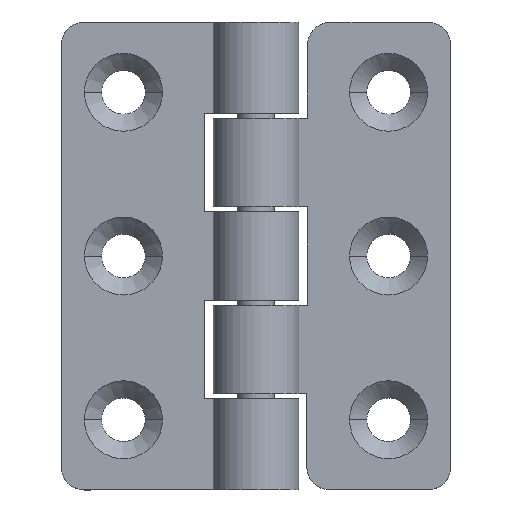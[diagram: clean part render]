
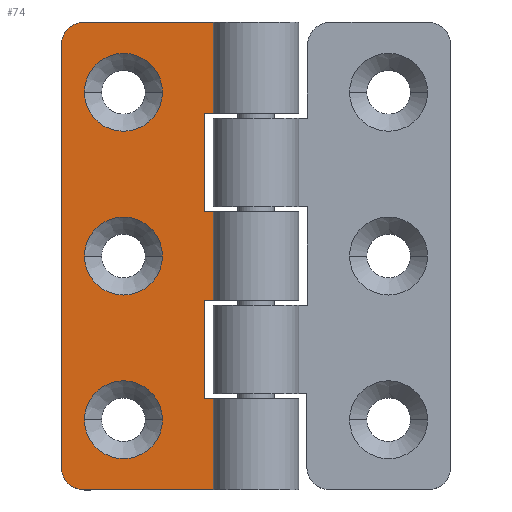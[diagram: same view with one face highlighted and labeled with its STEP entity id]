
A CAD part, top view. The second image highlights one B-rep face of the part: STEP entity #74.
In plain terms, the highlighted planar face has unit normal (0, 0, 1).
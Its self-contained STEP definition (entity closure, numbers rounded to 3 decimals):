
#26=FACE_BOUND('',#253,.T.);
#27=FACE_BOUND('',#254,.T.);
#28=FACE_BOUND('',#255,.T.);
#74=ADVANCED_FACE('',(#160,#26,#27,#28),#1387,.T.);
#160=FACE_OUTER_BOUND('',#252,.T.);
#252=EDGE_LOOP('',(#510,#511,#512,#513,#514,#515,#516,#517,#518,#519,#520,
#521,#522,#523));
#253=EDGE_LOOP('',(#524,#525));
#254=EDGE_LOOP('',(#526,#527));
#255=EDGE_LOOP('',(#528,#529));
#510=ORIENTED_EDGE('',*,*,#861,.T.);
#511=ORIENTED_EDGE('',*,*,#907,.T.);
#512=ORIENTED_EDGE('',*,*,#857,.T.);
#513=ORIENTED_EDGE('',*,*,#827,.T.);
#514=ORIENTED_EDGE('',*,*,#873,.T.);
#515=ORIENTED_EDGE('',*,*,#872,.T.);
#516=ORIENTED_EDGE('',*,*,#871,.T.);
#517=ORIENTED_EDGE('',*,*,#840,.T.);
#518=ORIENTED_EDGE('',*,*,#870,.T.);
#519=ORIENTED_EDGE('',*,*,#869,.T.);
#520=ORIENTED_EDGE('',*,*,#868,.T.);
#521=ORIENTED_EDGE('',*,*,#852,.T.);
#522=ORIENTED_EDGE('',*,*,#875,.T.);
#523=ORIENTED_EDGE('',*,*,#909,.T.);
#524=ORIENTED_EDGE('',*,*,#914,.F.);
#525=ORIENTED_EDGE('',*,*,#893,.F.);
#526=ORIENTED_EDGE('',*,*,#919,.F.);
#527=ORIENTED_EDGE('',*,*,#898,.F.);
#528=ORIENTED_EDGE('',*,*,#924,.F.);
#529=ORIENTED_EDGE('',*,*,#903,.F.);
#827=EDGE_CURVE('',#1289,#1293,#1039,.T.);
#840=EDGE_CURVE('',#1301,#1300,#1042,.T.);
#852=EDGE_CURVE('',#1309,#1305,#1045,.T.);
#857=EDGE_CURVE('',#1334,#1289,#991,.T.);
#861=EDGE_CURVE('',#1338,#1337,#995,.T.);
#868=EDGE_CURVE('',#1314,#1309,#1002,.T.);
#869=EDGE_CURVE('',#1315,#1314,#1003,.T.);
#870=EDGE_CURVE('',#1300,#1315,#1004,.T.);
#871=EDGE_CURVE('',#1316,#1301,#1005,.T.);
#872=EDGE_CURVE('',#1317,#1316,#1006,.T.);
#873=EDGE_CURVE('',#1293,#1317,#1007,.T.);
#875=EDGE_CURVE('',#1305,#1340,#1009,.T.);
#893=EDGE_CURVE('',#1326,#1343,#1118,.T.);
#898=EDGE_CURVE('',#1329,#1346,#1121,.T.);
#903=EDGE_CURVE('',#1332,#1349,#1124,.T.);
#907=EDGE_CURVE('',#1337,#1334,#1126,.T.);
#909=EDGE_CURVE('',#1340,#1338,#1128,.T.);
#914=EDGE_CURVE('',#1343,#1326,#1131,.T.);
#919=EDGE_CURVE('',#1346,#1329,#1134,.T.);
#924=EDGE_CURVE('',#1349,#1332,#1137,.T.);
#991=B_SPLINE_CURVE_WITH_KNOTS('',1,(#2703,#2704),.UNSPECIFIED.,.F.,.F.,
(2,2),(3.,20.101),.UNSPECIFIED.);
#995=B_SPLINE_CURVE_WITH_KNOTS('',1,(#2711,#2712),.UNSPECIFIED.,.F.,.F.,
(2,2),(163.,217.),.UNSPECIFIED.);
#1002=B_SPLINE_CURVE_WITH_KNOTS('',1,(#2725,#2726),.UNSPECIFIED.,.F.,.F.,
(2,2),(-54.48,-52.779),.UNSPECIFIED.);
#1003=B_SPLINE_CURVE_WITH_KNOTS('',1,(#2727,#2728),.UNSPECIFIED.,.F.,.F.,
(2,2),(-67.13,-54.48),.UNSPECIFIED.);
#1004=B_SPLINE_CURVE_WITH_KNOTS('',1,(#2729,#2730),.UNSPECIFIED.,.F.,.F.,
(2,2),(-68.831,-67.13),.UNSPECIFIED.);
#1005=B_SPLINE_CURVE_WITH_KNOTS('',1,(#2731,#2732),.UNSPECIFIED.,.F.,.F.,
(2,2),(-102.88,-101.179),.UNSPECIFIED.);
#1006=B_SPLINE_CURVE_WITH_KNOTS('',1,(#2733,#2734),.UNSPECIFIED.,.F.,.F.,
(2,2),(-115.53,-102.88),.UNSPECIFIED.);
#1007=B_SPLINE_CURVE_WITH_KNOTS('',1,(#2735,#2736),.UNSPECIFIED.,.F.,.F.,
(2,2),(-117.231,-115.53),.UNSPECIFIED.);
#1009=B_SPLINE_CURVE_WITH_KNOTS('',1,(#2739,#2740),.UNSPECIFIED.,.F.,.F.,
(2,2),(139.899,157.),.UNSPECIFIED.);
#1039=(
BOUNDED_CURVE()
B_SPLINE_CURVE(1,(#2634,#2635),.UNSPECIFIED.,.F.,.F.)
B_SPLINE_CURVE_WITH_KNOTS((2,2),(0.,11.67),.UNSPECIFIED.)
CURVE()
GEOMETRIC_REPRESENTATION_ITEM()
RATIONAL_B_SPLINE_CURVE((1.,1.))
REPRESENTATION_ITEM('')
);
#1042=(
BOUNDED_CURVE()
B_SPLINE_CURVE(1,(#2663,#2664),.UNSPECIFIED.,.F.,.F.)
B_SPLINE_CURVE_WITH_KNOTS((2,2),(24.32,35.67),.UNSPECIFIED.)
CURVE()
GEOMETRIC_REPRESENTATION_ITEM()
RATIONAL_B_SPLINE_CURVE((1.,1.))
REPRESENTATION_ITEM('')
);
#1045=(
BOUNDED_CURVE()
B_SPLINE_CURVE(1,(#2692,#2693),.UNSPECIFIED.,.F.,.F.)
B_SPLINE_CURVE_WITH_KNOTS((2,2),(48.32,60.),.UNSPECIFIED.)
CURVE()
GEOMETRIC_REPRESENTATION_ITEM()
RATIONAL_B_SPLINE_CURVE((1.,1.))
REPRESENTATION_ITEM('')
);
#1118=TRIMMED_CURVE($,#1200,(#2794),(#2795),.T.,.CARTESIAN.);
#1121=TRIMMED_CURVE($,#1203,(#2809),(#2810),.T.,.CARTESIAN.);
#1124=TRIMMED_CURVE($,#1206,(#2824),(#2825),.T.,.CARTESIAN.);
#1126=TRIMMED_CURVE($,#1208,(#2834),(#2835),.T.,.CARTESIAN.);
#1128=TRIMMED_CURVE($,#1210,(#2840),(#2841),.T.,.CARTESIAN.);
#1131=TRIMMED_CURVE($,#1213,(#2855),(#2856),.T.,.CARTESIAN.);
#1134=TRIMMED_CURVE($,#1216,(#2870),(#2871),.T.,.CARTESIAN.);
#1137=TRIMMED_CURVE($,#1219,(#2885),(#2886),.T.,.CARTESIAN.);
#1200=CIRCLE('',#1656,5.);
#1203=CIRCLE('',#1659,5.);
#1206=CIRCLE('',#1662,5.);
#1208=CIRCLE('',#1664,3.);
#1210=CIRCLE('',#1666,3.);
#1213=CIRCLE('',#1669,5.);
#1216=CIRCLE('',#1672,5.);
#1219=CIRCLE('',#1675,5.);
#1289=VERTEX_POINT('',#2556);
#1293=VERTEX_POINT('',#2560);
#1300=VERTEX_POINT('',#2567);
#1301=VERTEX_POINT('',#2568);
#1305=VERTEX_POINT('',#2572);
#1309=VERTEX_POINT('',#2576);
#1314=VERTEX_POINT('',#2581);
#1315=VERTEX_POINT('',#2582);
#1316=VERTEX_POINT('',#2583);
#1317=VERTEX_POINT('',#2584);
#1326=VERTEX_POINT('',#2593);
#1329=VERTEX_POINT('',#2596);
#1332=VERTEX_POINT('',#2599);
#1334=VERTEX_POINT('',#2601);
#1337=VERTEX_POINT('',#2604);
#1338=VERTEX_POINT('',#2605);
#1340=VERTEX_POINT('',#2607);
#1343=VERTEX_POINT('',#2610);
#1346=VERTEX_POINT('',#2613);
#1349=VERTEX_POINT('',#2616);
#1387=PLANE('',#1602);
#1602=AXIS2_PLACEMENT_3D('',#2399,#1800,$);
#1656=AXIS2_PLACEMENT_3D($,#2793,#1874,#1875);
#1659=AXIS2_PLACEMENT_3D($,#2808,#1880,#1881);
#1662=AXIS2_PLACEMENT_3D($,#2823,#1886,#1887);
#1664=AXIS2_PLACEMENT_3D($,#2833,#1890,#1891);
#1666=AXIS2_PLACEMENT_3D($,#2839,#1894,#1895);
#1669=AXIS2_PLACEMENT_3D($,#2854,#1900,#1901);
#1672=AXIS2_PLACEMENT_3D($,#2869,#1906,#1907);
#1675=AXIS2_PLACEMENT_3D($,#2884,#1912,#1913);
#1800=DIRECTION('',(0.,0.,1.));
#1874=DIRECTION('',(0.,0.,1.));
#1875=DIRECTION('',(1.,0.,0.));
#1880=DIRECTION('',(0.,0.,1.));
#1881=DIRECTION('',(1.,0.,0.));
#1886=DIRECTION('',(0.,0.,1.));
#1887=DIRECTION('',(1.,0.,0.));
#1890=DIRECTION('',(0.,0.,1.));
#1891=DIRECTION('',(-1.,0.,0.));
#1894=DIRECTION('',(0.,0.,1.));
#1895=DIRECTION('',(0.,1.,0.));
#1900=DIRECTION('',(0.,0.,1.));
#1901=DIRECTION('',(-1.,0.,0.));
#1906=DIRECTION('',(0.,0.,1.));
#1907=DIRECTION('',(-1.,0.,0.));
#1912=DIRECTION('',(0.,0.,1.));
#1913=DIRECTION('',(-1.,0.,0.));
#2399=CARTESIAN_POINT('',(-25.078,-29.948,3.));
#2556=CARTESIAN_POINT('',(-4.977,-29.948,3.));
#2560=CARTESIAN_POINT('',(-4.977,-18.278,3.));
#2567=CARTESIAN_POINT('',(-4.977,5.722,3.));
#2568=CARTESIAN_POINT('',(-4.977,-5.628,3.));
#2572=CARTESIAN_POINT('',(-4.977,30.052,3.));
#2576=CARTESIAN_POINT('',(-4.977,18.372,3.));
#2581=CARTESIAN_POINT('',(-6.678,18.372,3.));
#2582=CARTESIAN_POINT('',(-6.678,5.722,3.));
#2583=CARTESIAN_POINT('',(-6.678,-5.628,3.));
#2584=CARTESIAN_POINT('',(-6.678,-18.278,3.));
#2593=CARTESIAN_POINT('',(-12.078,21.052,3.));
#2596=CARTESIAN_POINT('',(-12.078,0.052,3.));
#2599=CARTESIAN_POINT('',(-12.078,-20.948,3.));
#2601=CARTESIAN_POINT('',(-22.078,-29.948,3.));
#2604=CARTESIAN_POINT('',(-25.078,-26.948,3.));
#2605=CARTESIAN_POINT('',(-25.078,27.052,3.));
#2607=CARTESIAN_POINT('',(-22.078,30.052,3.));
#2610=CARTESIAN_POINT('',(-22.078,21.052,3.));
#2613=CARTESIAN_POINT('',(-22.078,0.052,3.));
#2616=CARTESIAN_POINT('',(-22.078,-20.948,3.));
#2634=CARTESIAN_POINT('',(-4.977,-29.948,3.));
#2635=CARTESIAN_POINT('',(-4.977,-18.278,3.));
#2663=CARTESIAN_POINT('',(-4.977,-5.628,3.));
#2664=CARTESIAN_POINT('',(-4.977,5.722,3.));
#2692=CARTESIAN_POINT('',(-4.977,18.372,3.));
#2693=CARTESIAN_POINT('',(-4.977,30.052,3.));
#2703=CARTESIAN_POINT('',(-22.078,-29.948,3.));
#2704=CARTESIAN_POINT('',(-4.977,-29.948,3.));
#2711=CARTESIAN_POINT('',(-25.078,27.052,3.));
#2712=CARTESIAN_POINT('',(-25.078,-26.948,3.));
#2725=CARTESIAN_POINT('',(-6.678,18.372,3.));
#2726=CARTESIAN_POINT('',(-4.977,18.372,3.));
#2727=CARTESIAN_POINT('',(-6.678,5.722,3.));
#2728=CARTESIAN_POINT('',(-6.678,18.372,3.));
#2729=CARTESIAN_POINT('',(-4.977,5.722,3.));
#2730=CARTESIAN_POINT('',(-6.678,5.722,3.));
#2731=CARTESIAN_POINT('',(-6.678,-5.628,3.));
#2732=CARTESIAN_POINT('',(-4.977,-5.628,3.));
#2733=CARTESIAN_POINT('',(-6.678,-18.278,3.));
#2734=CARTESIAN_POINT('',(-6.678,-5.628,3.));
#2735=CARTESIAN_POINT('',(-4.977,-18.278,3.));
#2736=CARTESIAN_POINT('',(-6.678,-18.278,3.));
#2739=CARTESIAN_POINT('',(-4.977,30.052,3.));
#2740=CARTESIAN_POINT('',(-22.078,30.052,3.));
#2793=CARTESIAN_POINT('',(-17.078,21.052,3.));
#2794=CARTESIAN_POINT('',(-12.078,21.052,3.));
#2795=CARTESIAN_POINT('',(-22.078,21.052,3.));
#2808=CARTESIAN_POINT('',(-17.078,0.052,3.));
#2809=CARTESIAN_POINT('',(-12.078,0.052,3.));
#2810=CARTESIAN_POINT('',(-22.078,0.052,3.));
#2823=CARTESIAN_POINT('',(-17.078,-20.948,3.));
#2824=CARTESIAN_POINT('',(-12.078,-20.948,3.));
#2825=CARTESIAN_POINT('',(-22.078,-20.948,3.));
#2833=CARTESIAN_POINT('',(-22.078,-26.948,3.));
#2834=CARTESIAN_POINT('',(-25.078,-26.948,3.));
#2835=CARTESIAN_POINT('',(-22.078,-29.948,3.));
#2839=CARTESIAN_POINT('',(-22.078,27.052,3.));
#2840=CARTESIAN_POINT('',(-22.078,30.052,3.));
#2841=CARTESIAN_POINT('',(-25.078,27.052,3.));
#2854=CARTESIAN_POINT('',(-17.078,21.052,3.));
#2855=CARTESIAN_POINT('',(-22.078,21.052,3.));
#2856=CARTESIAN_POINT('',(-12.078,21.052,3.));
#2869=CARTESIAN_POINT('',(-17.078,0.052,3.));
#2870=CARTESIAN_POINT('',(-22.078,0.052,3.));
#2871=CARTESIAN_POINT('',(-12.078,0.052,3.));
#2884=CARTESIAN_POINT('',(-17.078,-20.948,3.));
#2885=CARTESIAN_POINT('',(-22.078,-20.948,3.));
#2886=CARTESIAN_POINT('',(-12.078,-20.948,3.));
